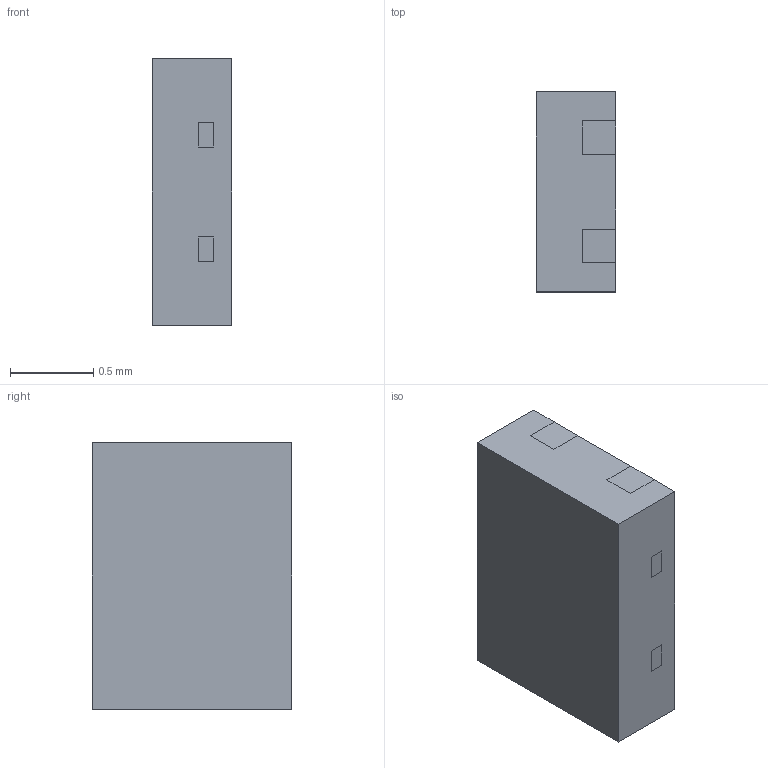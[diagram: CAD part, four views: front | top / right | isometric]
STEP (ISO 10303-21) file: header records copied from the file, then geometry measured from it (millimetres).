
FILE_DESCRIPTION(/* description */ ('Unknown'),/* implementation_level */ '2;1');
FILE_NAME(/* name */ 'DFN1216B-4 STP',/* time_stamp */ '2020-09-14T15:47:40+08:00',/* author */ ('Unknown'),/* organization */ ('Unknown'),/* preprocessor_version */ 'ST-DEVELOPER v16.7',/* originating_system */ 'DEX',/* authorisation */ $);
FILE_SCHEMA (('AUTOMOTIVE_DESIGN {1 0 10303 214 3 1 1}'));
Length unit declared in the file: millimetre
Products named in the file (3): DFN1216B-4 3D; Compund; LDF
Assembly tree (2 placements, depth 2):
  DFN1216B-4 3D
    Compund
    LDF
Bounding box: 0.48 x 1.2 x 1.6 mm (x, y, z)
Volume: 0.9 mm3; surface area: 13.1 mm2
Topology: 5 solids, 5 shells, 140 faces, 402 edges, 268 vertices
Faces by surface type: plane 114, cylinder 26
Entity records: 5129 total; most frequent: CARTESIAN_POINT 813, ORIENTED_EDGE 804, DIRECTION 740, EDGE_CURVE 402, LINE 350, VECTOR 350, VERTEX_POINT 268, AXIS2_PLACEMENT_3D 195
